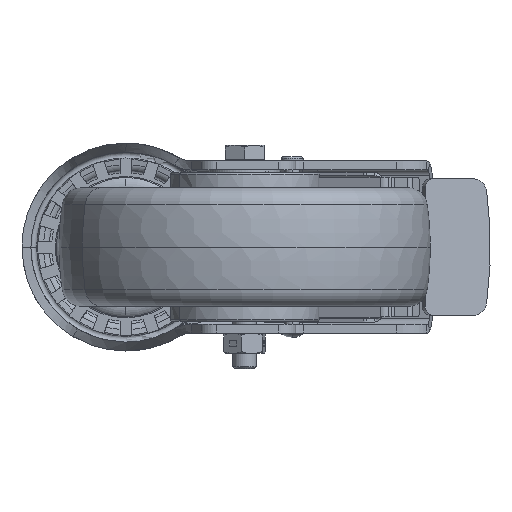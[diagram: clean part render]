
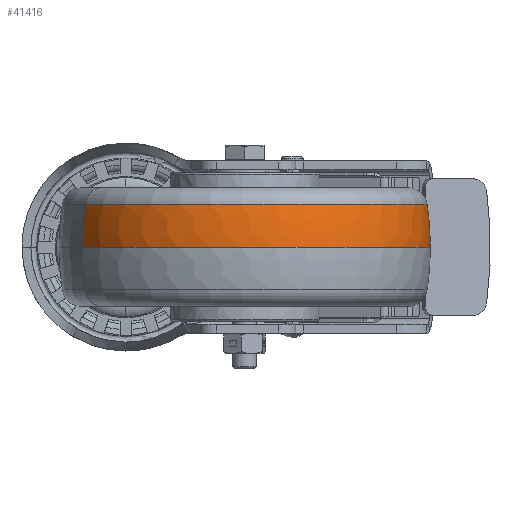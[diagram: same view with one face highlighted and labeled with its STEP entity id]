
A CAD part, front view. The second image highlights one B-rep face of the part: STEP entity #41416.
In plain terms, the highlighted toroidal (fillet/blend) face has major radius 37.5 mm and minor radius 100 mm.
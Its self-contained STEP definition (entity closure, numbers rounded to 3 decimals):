
#854 = EDGE_LOOP ( 'NONE', ( #12447, #33048, #55215, #67880 ) ) ;
#2791 = AXIS2_PLACEMENT_3D ( 'NONE', #25297, #31202, #41389 ) ;
#3119 = CIRCLE ( 'NONE', #19892, 100. ) ;
#4429 = CARTESIAN_POINT ( 'NONE',  ( 93.76, -61.224, 14.359 ) ) ;
#5838 = CIRCLE ( 'NONE', #41586, 62.5 ) ;
#9578 = CARTESIAN_POINT ( 'NONE',  ( 40., -91., 0. ) ) ;
#9891 = CARTESIAN_POINT ( 'NONE',  ( 40., -91., -0.056 ) ) ;
#12420 = FACE_OUTER_BOUND ( 'NONE', #854, .T. ) ;
#12447 = ORIENTED_EDGE ( 'NONE', *, *, #20397, .T. ) ;
#14508 = EDGE_CURVE ( 'NONE', #32441, #42587, #25969, .T. ) ;
#19892 = AXIS2_PLACEMENT_3D ( 'NONE', #41264, #45849, #35303 ) ;
#20397 = EDGE_CURVE ( 'NONE', #60450, #32441, #60966, .T. ) ;
#25292 = DIRECTION ( 'NONE',  ( 0.875, 0.485, 0. ) ) ;
#25297 = CARTESIAN_POINT ( 'NONE',  ( 40., -91., 14.359 ) ) ;
#25969 = CIRCLE ( 'NONE', #47252, 100. ) ;
#27360 = EDGE_CURVE ( 'NONE', #60450, #45926, #3119, .T. ) ;
#28188 = CARTESIAN_POINT ( 'NONE',  ( 72.804, -72.83, -0.056 ) ) ;
#31202 = DIRECTION ( 'NONE',  ( 0., 0., -1. ) ) ;
#31252 = CARTESIAN_POINT ( 'NONE',  ( -13.76, -120.776, 14.359 ) ) ;
#32441 = VERTEX_POINT ( 'NONE', #31252 ) ;
#32717 = DIRECTION ( 'NONE',  ( 0.485, -0.875, 0. ) ) ;
#33048 = ORIENTED_EDGE ( 'NONE', *, *, #14508, .T. ) ;
#35303 = DIRECTION ( 'NONE',  ( -0.875, -0.485, 0. ) ) ;
#38671 = DIRECTION ( 'NONE',  ( 0.875, 0.485, 0. ) ) ;
#41264 = CARTESIAN_POINT ( 'NONE',  ( 7.196, -109.17, -0.056 ) ) ;
#41389 = DIRECTION ( 'NONE',  ( 0.875, 0.485, 0. ) ) ;
#41416 = ADVANCED_FACE ( 'NONE', ( #12420 ), #47349, .T. ) ;
#41586 = AXIS2_PLACEMENT_3D ( 'NONE', #9578, #67460, #50927 ) ;
#42587 = VERTEX_POINT ( 'NONE', #43153 ) ;
#43153 = CARTESIAN_POINT ( 'NONE',  ( -14.674, -121.283, 0. ) ) ;
#45384 = EDGE_CURVE ( 'NONE', #45926, #42587, #5838, .T. ) ;
#45849 = DIRECTION ( 'NONE',  ( -0.485, 0.875, 0. ) ) ;
#45926 = VERTEX_POINT ( 'NONE', #51250 ) ;
#47252 = AXIS2_PLACEMENT_3D ( 'NONE', #28188, #32717, #38671 ) ;
#47349 = TOROIDAL_SURFACE ( 'NONE', #56337, -37.5, 100. ) ;
#50927 = DIRECTION ( 'NONE',  ( 0.875, 0.485, 0. ) ) ;
#51250 = CARTESIAN_POINT ( 'NONE',  ( 94.674, -60.717, 0. ) ) ;
#52239 = DIRECTION ( 'NONE',  ( 0., 0., -1. ) ) ;
#55215 = ORIENTED_EDGE ( 'NONE', *, *, #45384, .F. ) ;
#56337 = AXIS2_PLACEMENT_3D ( 'NONE', #9891, #52239, #25292 ) ;
#60450 = VERTEX_POINT ( 'NONE', #4429 ) ;
#60966 = CIRCLE ( 'NONE', #2791, 61.456 ) ;
#67460 = DIRECTION ( 'NONE',  ( 0., 0., -1. ) ) ;
#67880 = ORIENTED_EDGE ( 'NONE', *, *, #27360, .F. ) ;
